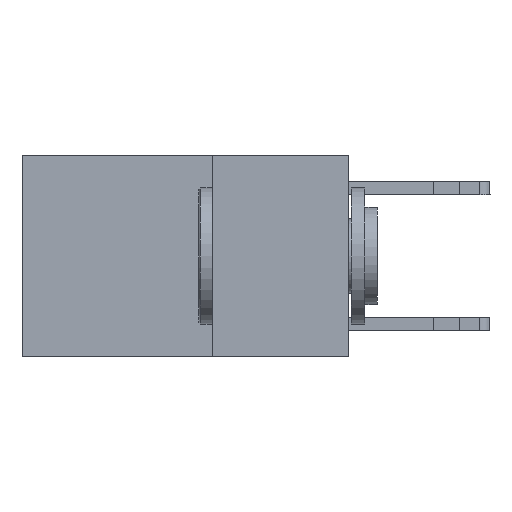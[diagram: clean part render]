
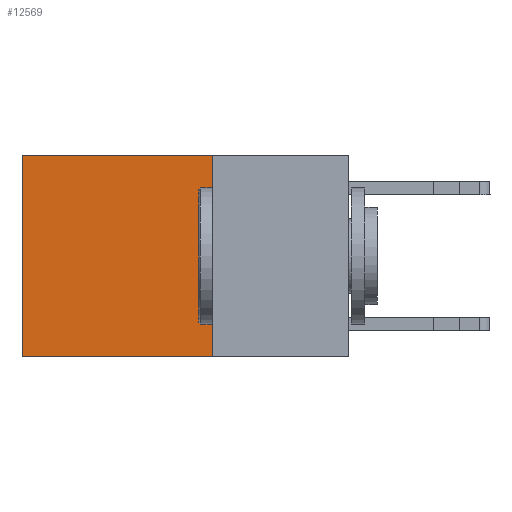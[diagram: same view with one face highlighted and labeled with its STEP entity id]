
A CAD part, left-side view. The second image highlights one B-rep face of the part: STEP entity #12569.
In plain terms, the highlighted planar face has unit normal (-1, 0, 0).
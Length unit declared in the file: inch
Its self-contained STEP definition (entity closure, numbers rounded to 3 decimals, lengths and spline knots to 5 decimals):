
#431 = CARTESIAN_POINT ( 'NONE',  ( 0.2625, 0.25, 0. ) ) ;
#663 = LINE ( 'NONE', #11553, #11168 ) ;
#906 = VECTOR ( 'NONE', #12317, 39.37008 ) ;
#1023 = DIRECTION ( 'NONE',  ( 1., 0., 0. ) ) ;
#1716 = VECTOR ( 'NONE', #12602, 39.37008 ) ;
#1837 = VERTEX_POINT ( 'NONE', #4895 ) ;
#1974 = CARTESIAN_POINT ( 'NONE',  ( 0.2625, 0.25, 0. ) ) ;
#2472 = DIRECTION ( 'NONE',  ( 0., 0., -1. ) ) ;
#3177 = LINE ( 'NONE', #12753, #7027 ) ;
#3249 = LINE ( 'NONE', #1974, #1716 ) ;
#3819 = VERTEX_POINT ( 'NONE', #14738 ) ;
#4787 = EDGE_CURVE ( 'NONE', #11543, #11097, #3249, .T. ) ;
#4895 = CARTESIAN_POINT ( 'NONE',  ( 0.2625, 0.25, -0.37 ) ) ;
#5208 = ORIENTED_EDGE ( 'NONE', *, *, #6184, .F. ) ;
#5434 = DIRECTION ( 'NONE',  ( 0., 0., -1. ) ) ;
#6184 = EDGE_CURVE ( 'NONE', #1837, #3819, #3177, .T. ) ;
#7027 = VECTOR ( 'NONE', #12908, 39.37008 ) ;
#7388 = AXIS2_PLACEMENT_3D ( 'NONE', #8163, #1023, #2472 ) ;
#8163 = CARTESIAN_POINT ( 'NONE',  ( 0.2625, 0.25, 0. ) ) ;
#8345 = ORIENTED_EDGE ( 'NONE', *, *, #14103, .F. ) ;
#8839 = EDGE_LOOP ( 'NONE', ( #12109, #5208, #8345, #12852 ) ) ;
#9871 = LINE ( 'NONE', #13333, #906 ) ;
#11097 = VERTEX_POINT ( 'NONE', #13478 ) ;
#11168 = VECTOR ( 'NONE', #5434, 39.37008 ) ;
#11460 = PLANE ( 'NONE',  #7388 ) ;
#11543 = VERTEX_POINT ( 'NONE', #431 ) ;
#11553 = CARTESIAN_POINT ( 'NONE',  ( 0.2625, 0.6, 0. ) ) ;
#12109 = ORIENTED_EDGE ( 'NONE', *, *, #13372, .T. ) ;
#12317 = DIRECTION ( 'NONE',  ( 0., 0., -1. ) ) ;
#12569 = ADVANCED_FACE ( 'NONE', ( #13813 ), #11460, .F. ) ;
#12602 = DIRECTION ( 'NONE',  ( 0., 1., 0. ) ) ;
#12753 = CARTESIAN_POINT ( 'NONE',  ( 0.2625, 0.25, -0.37 ) ) ;
#12852 = ORIENTED_EDGE ( 'NONE', *, *, #4787, .T. ) ;
#12908 = DIRECTION ( 'NONE',  ( 0., 1., 0. ) ) ;
#13333 = CARTESIAN_POINT ( 'NONE',  ( 0.2625, 0.25, 0. ) ) ;
#13372 = EDGE_CURVE ( 'NONE', #11097, #3819, #663, .T. ) ;
#13478 = CARTESIAN_POINT ( 'NONE',  ( 0.2625, 0.6, 0. ) ) ;
#13813 = FACE_OUTER_BOUND ( 'NONE', #8839, .T. ) ;
#14103 = EDGE_CURVE ( 'NONE', #11543, #1837, #9871, .T. ) ;
#14738 = CARTESIAN_POINT ( 'NONE',  ( 0.2625, 0.6, -0.37 ) ) ;
